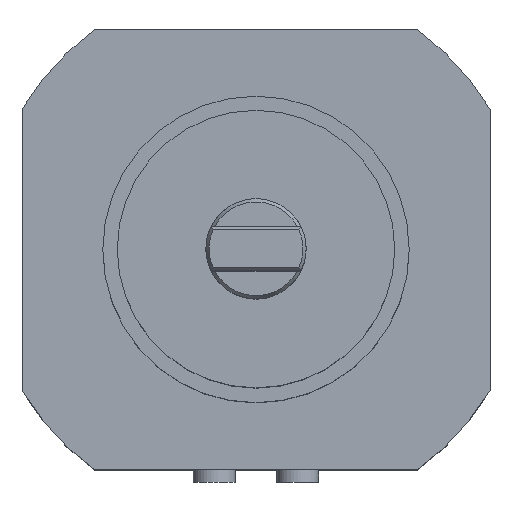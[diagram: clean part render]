
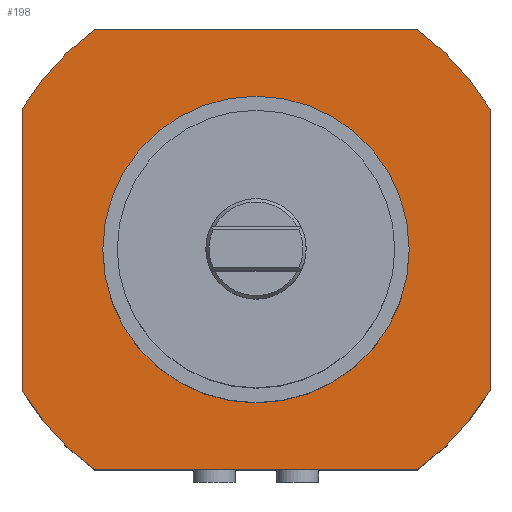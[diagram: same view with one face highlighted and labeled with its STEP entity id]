
A CAD part, top view. The second image highlights one B-rep face of the part: STEP entity #198.
In plain terms, the highlighted planar face has unit normal (0, 0, 1).
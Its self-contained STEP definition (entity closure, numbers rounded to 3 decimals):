
#114=PLANE('',#939);
#198=ADVANCED_FACE('',(#333,#334),#114,.T.);
#270=LINE('',#1377,#302);
#276=LINE('',#1400,#308);
#277=LINE('',#1405,#309);
#278=LINE('',#1406,#310);
#302=VECTOR('',#1086,1.0);
#308=VECTOR('',#1108,1.0);
#309=VECTOR('',#1111,1.0);
#310=VECTOR('',#1112,1.0);
#333=FACE_BOUND('',#402,.T.);
#334=FACE_BOUND('',#403,.T.);
#402=EDGE_LOOP('',(#542));
#403=EDGE_LOOP('',(#543,#544,#545,#546,#547,#548,#549,#550));
#542=ORIENTED_EDGE('',*,*,#789,.F.);
#543=ORIENTED_EDGE('',*,*,#790,.T.);
#544=ORIENTED_EDGE('',*,*,#791,.T.);
#545=ORIENTED_EDGE('',*,*,#792,.T.);
#546=ORIENTED_EDGE('',*,*,#786,.T.);
#547=ORIENTED_EDGE('',*,*,#779,.T.);
#548=ORIENTED_EDGE('',*,*,#783,.T.);
#549=ORIENTED_EDGE('',*,*,#793,.T.);
#550=ORIENTED_EDGE('',*,*,#794,.T.);
#693=VERTEX_POINT('',#1378);
#694=VERTEX_POINT('',#1379);
#697=VERTEX_POINT('',#1387);
#699=VERTEX_POINT('',#1393);
#701=VERTEX_POINT('',#1399);
#702=VERTEX_POINT('',#1401);
#703=VERTEX_POINT('',#1402);
#704=VERTEX_POINT('',#1404);
#705=VERTEX_POINT('',#1407);
#779=EDGE_CURVE('',#693,#694,#270,.T.);
#783=EDGE_CURVE('',#694,#697,#857,.T.);
#786=EDGE_CURVE('',#699,#693,#859,.T.);
#789=EDGE_CURVE('',#701,#701,#861,.T.);
#790=EDGE_CURVE('',#702,#703,#276,.T.);
#791=EDGE_CURVE('',#703,#704,#862,.T.);
#792=EDGE_CURVE('',#704,#699,#277,.T.);
#793=EDGE_CURVE('',#697,#705,#278,.T.);
#794=EDGE_CURVE('',#705,#702,#863,.T.);
#857=CIRCLE('',#930,49.0);
#859=CIRCLE('',#933,49.0);
#861=CIRCLE('',#936,27.5);
#862=CIRCLE('',#937,49.0);
#863=CIRCLE('',#938,49.0);
#930=AXIS2_PLACEMENT_3D('',#1386,#1092,#1093);
#933=AXIS2_PLACEMENT_3D('',#1392,#1099,#1100);
#936=AXIS2_PLACEMENT_3D('',#1398,#1106,#1107);
#937=AXIS2_PLACEMENT_3D('',#1403,#1109,#1110);
#938=AXIS2_PLACEMENT_3D('',#1408,#1113,#1114);
#939=AXIS2_PLACEMENT_3D('',#1409,#1115,#1116);
#1086=DIRECTION('',(1.0,0.0,0.0));
#1092=DIRECTION('',(0.0,0.0,1.0));
#1093=DIRECTION('',(1.0,0.0,0.0));
#1099=DIRECTION('',(0.0,0.0,1.0));
#1100=DIRECTION('',(1.0,0.0,0.0));
#1106=DIRECTION('',(0.0,0.0,1.0));
#1107=DIRECTION('',(1.0,0.0,0.0));
#1108=DIRECTION('',(-1.0,0.0,0.0));
#1109=DIRECTION('',(0.0,0.0,1.0));
#1110=DIRECTION('',(1.0,0.0,0.0));
#1111=DIRECTION('',(0.0,-1.0,0.0));
#1112=DIRECTION('',(0.0,1.0,0.0));
#1113=DIRECTION('',(0.0,0.0,1.0));
#1114=DIRECTION('',(1.0,0.0,0.0));
#1115=DIRECTION('',(0.0,0.0,1.0));
#1116=DIRECTION('',(-1.0,0.0,0.0));
#1377=CARTESIAN_POINT('',(28.996,-39.5,0.0));
#1378=CARTESIAN_POINT('',(-28.996,-39.5,0.0));
#1379=CARTESIAN_POINT('',(28.996,-39.5,0.0));
#1386=CARTESIAN_POINT('',(0.,0.,0.0));
#1387=CARTESIAN_POINT('',(42.0,-25.239,0.0));
#1392=CARTESIAN_POINT('',(0.,0.,0.0));
#1393=CARTESIAN_POINT('',(-42.0,-25.239,0.0));
#1398=CARTESIAN_POINT('',(0.0,0.,0.0));
#1399=CARTESIAN_POINT('',(27.5,0.,0.0));
#1400=CARTESIAN_POINT('',(-28.996,39.5,0.0));
#1401=CARTESIAN_POINT('',(28.996,39.5,0.0));
#1402=CARTESIAN_POINT('',(-28.996,39.5,0.0));
#1403=CARTESIAN_POINT('',(0.,0.,0.0));
#1404=CARTESIAN_POINT('',(-42.0,25.239,0.0));
#1405=CARTESIAN_POINT('',(-42.0,25.239,0.0));
#1406=CARTESIAN_POINT('',(42.0,-25.239,0.0));
#1407=CARTESIAN_POINT('',(42.0,25.239,0.0));
#1408=CARTESIAN_POINT('',(0.,0.,0.0));
#1409=CARTESIAN_POINT('',(0.,0.,0.0));
